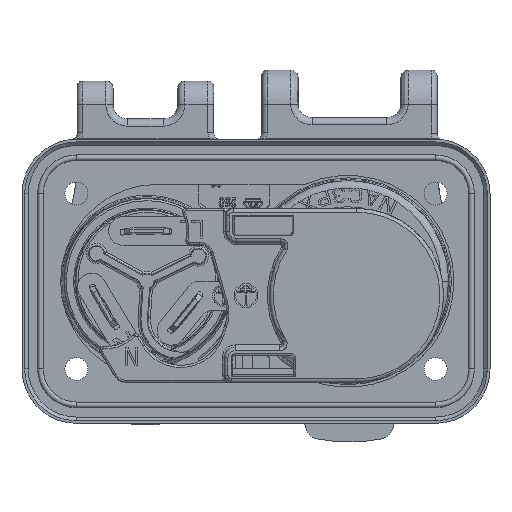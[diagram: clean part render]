
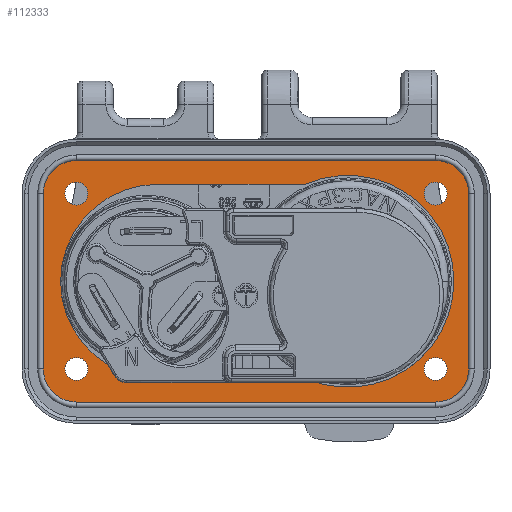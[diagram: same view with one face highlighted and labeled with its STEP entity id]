
A CAD part, front view. The second image highlights one B-rep face of the part: STEP entity #112333.
In plain terms, the highlighted face is planar.
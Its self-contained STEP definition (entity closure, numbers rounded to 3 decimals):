
#109687=CARTESIAN_POINT('',(-25.,12.2,1.));
#109688=DIRECTION('',(0.,0.,-1.));
#109689=DIRECTION('',(-1.,0.,0.));
#109690=AXIS2_PLACEMENT_3D('',#109687,#109688,#109689);
#109692=CARTESIAN_POINT('',(25.,12.2,1.));
#109693=DIRECTION('',(0.,0.,-1.));
#109694=DIRECTION('',(0.,1.,0.));
#109695=AXIS2_PLACEMENT_3D('',#109692,#109693,#109694);
#109697=CARTESIAN_POINT('',(25.,-12.2,1.));
#109698=DIRECTION('',(0.,0.,-1.));
#109699=DIRECTION('',(1.,0.,0.));
#109700=AXIS2_PLACEMENT_3D('',#109697,#109698,#109699);
#109702=CARTESIAN_POINT('',(-25.,-12.2,1.));
#109703=DIRECTION('',(0.,0.,-1.));
#109704=DIRECTION('',(0.,-1.,0.));
#109705=AXIS2_PLACEMENT_3D('',#109702,#109703,#109704);
#109707=CARTESIAN_POINT('',(-25.,12.2,1.));
#109708=DIRECTION('',(0.,0.,1.));
#109709=DIRECTION('',(1.,0.,0.));
#109710=AXIS2_PLACEMENT_3D('',#109707,#109708,#109709);
#109712=CARTESIAN_POINT('',(-25.,12.2,1.));
#109713=DIRECTION('',(0.,0.,1.));
#109714=DIRECTION('',(-1.,0.,0.));
#109715=AXIS2_PLACEMENT_3D('',#109712,#109713,#109714);
#109717=CARTESIAN_POINT('',(-25.,-12.2,1.));
#109718=DIRECTION('',(0.,0.,1.));
#109719=DIRECTION('',(1.,0.,0.));
#109720=AXIS2_PLACEMENT_3D('',#109717,#109718,#109719);
#109722=CARTESIAN_POINT('',(-25.,-12.2,1.));
#109723=DIRECTION('',(0.,0.,1.));
#109724=DIRECTION('',(-1.,0.,0.));
#109725=AXIS2_PLACEMENT_3D('',#109722,#109723,#109724);
#109727=CARTESIAN_POINT('',(25.,12.2,1.));
#109728=DIRECTION('',(0.,0.,1.));
#109729=DIRECTION('',(1.,0.,0.));
#109730=AXIS2_PLACEMENT_3D('',#109727,#109728,#109729);
#109732=CARTESIAN_POINT('',(25.,12.2,1.));
#109733=DIRECTION('',(0.,0.,1.));
#109734=DIRECTION('',(-1.,0.,0.));
#109735=AXIS2_PLACEMENT_3D('',#109732,#109733,#109734);
#109737=CARTESIAN_POINT('',(25.,-12.2,1.));
#109738=DIRECTION('',(0.,0.,1.));
#109739=DIRECTION('',(1.,0.,0.));
#109740=AXIS2_PLACEMENT_3D('',#109737,#109738,#109739);
#109742=CARTESIAN_POINT('',(25.,-12.2,1.));
#109743=DIRECTION('',(0.,0.,1.));
#109744=DIRECTION('',(-1.,0.,0.));
#109745=AXIS2_PLACEMENT_3D('',#109742,#109743,#109744);
#109747=DIRECTION('',(-1.,0.,0.));
#109748=VECTOR('',#109747,20.558);
#109749=CARTESIAN_POINT('',(6.858,13.5,1.));
#109750=LINE('',#109749,#109748);
#109751=CARTESIAN_POINT('',(-13.7,0.,1.));
#109752=DIRECTION('',(0.,0.,1.));
#109753=DIRECTION('',(0.,1.,0.));
#109754=AXIS2_PLACEMENT_3D('',#109751,#109752,#109753);
#109756=CARTESIAN_POINT('',(-13.7,0.,1.));
#109757=DIRECTION('',(0.,0.,1.));
#109758=DIRECTION('',(-1.,0.,0.));
#109759=AXIS2_PLACEMENT_3D('',#109756,#109757,#109758);
#109761=DIRECTION('',(1.,0.,0.));
#109762=VECTOR('',#109761,20.558);
#109763=CARTESIAN_POINT('',(-13.7,-13.5,1.));
#109764=LINE('',#109763,#109762);
#109765=CARTESIAN_POINT('',(12.8,0.,1.));
#109766=DIRECTION('',(0.,0.,1.));
#109767=DIRECTION('',(-0.403,-0.915,0.));
#109768=AXIS2_PLACEMENT_3D('',#109765,#109766,#109767);
#109770=CARTESIAN_POINT('',(12.8,0.,1.));
#109771=DIRECTION('',(0.,0.,1.));
#109772=DIRECTION('',(1.,0.,0.));
#109773=AXIS2_PLACEMENT_3D('',#109770,#109771,#109772);
#109785=DIRECTION('',(-1.,0.,0.));
#109786=VECTOR('',#109785,50.);
#109787=CARTESIAN_POINT('',(25.,16.813,1.));
#109788=LINE('',#109787,#109786);
#109803=DIRECTION('',(0.,1.,0.));
#109804=VECTOR('',#109803,24.4);
#109805=CARTESIAN_POINT('',(29.613,-12.2,1.));
#109806=LINE('',#109805,#109804);
#109821=DIRECTION('',(1.,0.,0.));
#109822=VECTOR('',#109821,50.);
#109823=CARTESIAN_POINT('',(-25.,-16.813,1.));
#109824=LINE('',#109823,#109822);
#109839=DIRECTION('',(0.,-1.,0.));
#109840=VECTOR('',#109839,24.4);
#109841=CARTESIAN_POINT('',(-29.613,12.2,1.));
#109842=LINE('',#109841,#109840);
#110229=CARTESIAN_POINT('',(-29.613,12.2,
1.));
#110230=CARTESIAN_POINT('',(-25.,16.813,
1.));
#110231=VERTEX_POINT('',#110229);
#110232=VERTEX_POINT('',#110230);
#110233=CARTESIAN_POINT('',(25.,16.813,1.));
#110234=VERTEX_POINT('',#110233);
#110235=CARTESIAN_POINT('',(29.613,12.2,
1.));
#110236=VERTEX_POINT('',#110235);
#110237=CARTESIAN_POINT('',(29.613,-12.2,1.));
#110238=VERTEX_POINT('',#110237);
#110239=CARTESIAN_POINT('',(25.,-16.813,
1.));
#110240=VERTEX_POINT('',#110239);
#110241=CARTESIAN_POINT('',(-25.,-16.813,1.));
#110242=VERTEX_POINT('',#110241);
#110243=CARTESIAN_POINT('',(-29.613,-12.2,
1.));
#110244=VERTEX_POINT('',#110243);
#110245=CARTESIAN_POINT('',(-23.4,12.2,1.));
#110246=CARTESIAN_POINT('',(-26.6,12.2,1.));
#110247=VERTEX_POINT('',#110245);
#110248=VERTEX_POINT('',#110246);
#110249=CARTESIAN_POINT('',(-23.4,-12.2,1.));
#110250=CARTESIAN_POINT('',(-26.6,-12.2,1.));
#110251=VERTEX_POINT('',#110249);
#110252=VERTEX_POINT('',#110250);
#110253=CARTESIAN_POINT('',(26.6,12.2,1.));
#110254=CARTESIAN_POINT('',(23.4,12.2,1.));
#110255=VERTEX_POINT('',#110253);
#110256=VERTEX_POINT('',#110254);
#110257=CARTESIAN_POINT('',(26.6,-12.2,1.));
#110258=CARTESIAN_POINT('',(23.4,-12.2,1.));
#110259=VERTEX_POINT('',#110257);
#110260=VERTEX_POINT('',#110258);
#110261=CARTESIAN_POINT('',(6.858,13.5,1.));
#110262=CARTESIAN_POINT('',(-13.7,13.5,1.));
#110263=VERTEX_POINT('',#110261);
#110264=VERTEX_POINT('',#110262);
#110265=CARTESIAN_POINT('',(-27.2,0.,1.));
#110266=CARTESIAN_POINT('',(-13.7,-13.5,1.));
#110267=VERTEX_POINT('',#110265);
#110268=VERTEX_POINT('',#110266);
#110269=CARTESIAN_POINT('',(6.858,-13.5,1.));
#110270=VERTEX_POINT('',#110269);
#110271=CARTESIAN_POINT('',(27.55,0.,1.));
#110272=VERTEX_POINT('',#110271);
#112274=CARTESIAN_POINT('',(0.,0.,1.));
#112275=DIRECTION('',(0.,0.,1.));
#112276=DIRECTION('',(1.,0.,0.));
#112277=AXIS2_PLACEMENT_3D('',#112274,#112275,#112276);
#112278=PLANE('',#112277);
#112280=ORIENTED_EDGE('',*,*,#112279,.T.);
#112282=ORIENTED_EDGE('',*,*,#112281,.F.);
#112284=ORIENTED_EDGE('',*,*,#112283,.T.);
#112286=ORIENTED_EDGE('',*,*,#112285,.F.);
#112288=ORIENTED_EDGE('',*,*,#112287,.T.);
#112290=ORIENTED_EDGE('',*,*,#112289,.F.);
#112292=ORIENTED_EDGE('',*,*,#112291,.T.);
#112294=ORIENTED_EDGE('',*,*,#112293,.F.);
#112295=EDGE_LOOP('',(#112280,#112282,#112284,#112286,#112288,#112290,#112292,
#112294));
#112296=FACE_OUTER_BOUND('',#112295,.F.);
#112297=ORIENTED_EDGE('',*,*,#112254,.T.);
#112298=ORIENTED_EDGE('',*,*,#112268,.T.);
#112299=EDGE_LOOP('',(#112297,#112298));
#112300=FACE_BOUND('',#112299,.F.);
#112302=ORIENTED_EDGE('',*,*,#112301,.T.);
#112304=ORIENTED_EDGE('',*,*,#112303,.T.);
#112305=EDGE_LOOP('',(#112302,#112304));
#112306=FACE_BOUND('',#112305,.F.);
#112308=ORIENTED_EDGE('',*,*,#112307,.T.);
#112310=ORIENTED_EDGE('',*,*,#112309,.T.);
#112311=EDGE_LOOP('',(#112308,#112310));
#112312=FACE_BOUND('',#112311,.F.);
#112314=ORIENTED_EDGE('',*,*,#112313,.T.);
#112316=ORIENTED_EDGE('',*,*,#112315,.T.);
#112317=EDGE_LOOP('',(#112314,#112316));
#112318=FACE_BOUND('',#112317,.F.);
#112320=ORIENTED_EDGE('',*,*,#112319,.T.);
#112322=ORIENTED_EDGE('',*,*,#112321,.T.);
#112324=ORIENTED_EDGE('',*,*,#112323,.T.);
#112326=ORIENTED_EDGE('',*,*,#112325,.T.);
#112328=ORIENTED_EDGE('',*,*,#112327,.T.);
#112330=ORIENTED_EDGE('',*,*,#112329,.T.);
#112331=EDGE_LOOP('',(#112320,#112322,#112324,#112326,#112328,#112330));
#112332=FACE_BOUND('',#112331,.F.);
#109691=CIRCLE('',#109690,4.613);
#109696=CIRCLE('',#109695,4.613);
#109701=CIRCLE('',#109700,4.613);
#109706=CIRCLE('',#109705,4.613);
#109711=CIRCLE('',#109710,1.6);
#109716=CIRCLE('',#109715,1.6);
#109721=CIRCLE('',#109720,1.6);
#109726=CIRCLE('',#109725,1.6);
#109731=CIRCLE('',#109730,1.6);
#109736=CIRCLE('',#109735,1.6);
#109741=CIRCLE('',#109740,1.6);
#109746=CIRCLE('',#109745,1.6);
#109755=CIRCLE('',#109754,13.5);
#109760=CIRCLE('',#109759,13.5);
#109769=CIRCLE('',#109768,14.75);
#109774=CIRCLE('',#109773,14.75);
#112254=EDGE_CURVE('',#110247,#110248,#109711,.T.);
#112268=EDGE_CURVE('',#110248,#110247,#109716,.T.);
#112279=EDGE_CURVE('',#110231,#110232,#109691,.T.);
#112281=EDGE_CURVE('',#110234,#110232,#109788,.T.);
#112283=EDGE_CURVE('',#110234,#110236,#109696,.T.);
#112285=EDGE_CURVE('',#110238,#110236,#109806,.T.);
#112287=EDGE_CURVE('',#110238,#110240,#109701,.T.);
#112289=EDGE_CURVE('',#110242,#110240,#109824,.T.);
#112291=EDGE_CURVE('',#110242,#110244,#109706,.T.);
#112293=EDGE_CURVE('',#110231,#110244,#109842,.T.);
#112301=EDGE_CURVE('',#110251,#110252,#109721,.T.);
#112303=EDGE_CURVE('',#110252,#110251,#109726,.T.);
#112307=EDGE_CURVE('',#110255,#110256,#109731,.T.);
#112309=EDGE_CURVE('',#110256,#110255,#109736,.T.);
#112313=EDGE_CURVE('',#110259,#110260,#109741,.T.);
#112315=EDGE_CURVE('',#110260,#110259,#109746,.T.);
#112319=EDGE_CURVE('',#110263,#110264,#109750,.T.);
#112321=EDGE_CURVE('',#110264,#110267,#109755,.T.);
#112323=EDGE_CURVE('',#110267,#110268,#109760,.T.);
#112325=EDGE_CURVE('',#110268,#110270,#109764,.T.);
#112327=EDGE_CURVE('',#110270,#110272,#109769,.T.);
#112329=EDGE_CURVE('',#110272,#110263,#109774,.T.);
#112333=ADVANCED_FACE('',(#112296,#112300,#112306,#112312,#112318,#112332),
#112278,.T.);
